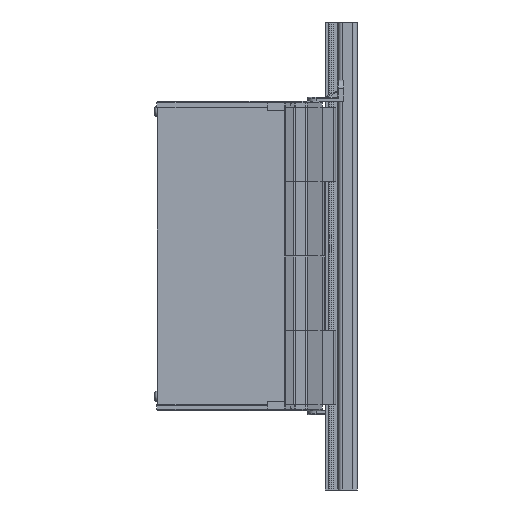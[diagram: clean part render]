
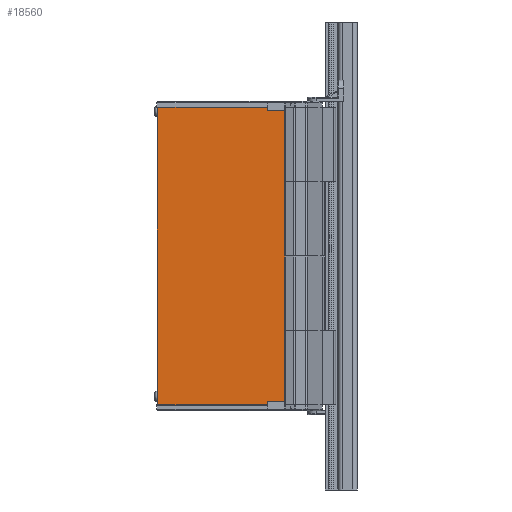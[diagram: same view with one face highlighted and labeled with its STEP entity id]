
A CAD part, left-side view. The second image highlights one B-rep face of the part: STEP entity #18560.
In plain terms, the highlighted planar face has unit normal (-1, 0, 0.002).
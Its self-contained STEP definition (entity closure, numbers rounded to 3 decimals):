
#1197 = CARTESIAN_POINT ( 'NONE',  ( -34.75, 31., -142.3 ) ) ;
#1207 = DIRECTION ( 'NONE',  ( 0., 0., 1. ) ) ;
#1326 = LINE ( 'NONE', #34595, #25428 ) ;
#1976 = VECTOR ( 'NONE', #17513, 1000. ) ;
#2059 = AXIS2_PLACEMENT_3D ( 'NONE', #13683, #26309, #1207 ) ;
#3360 = DIRECTION ( 'NONE',  ( 0., -1., 0. ) ) ;
#5380 = CARTESIAN_POINT ( 'NONE',  ( -34.75, 31., 0. ) ) ;
#7925 = CARTESIAN_POINT ( 'NONE',  ( -34.75, 31., 0. ) ) ;
#8359 = VERTEX_POINT ( 'NONE', #10480 ) ;
#10313 = VECTOR ( 'NONE', #10993, 1000. ) ;
#10480 = CARTESIAN_POINT ( 'NONE',  ( -34.75, -31., -142.3 ) ) ;
#10993 = DIRECTION ( 'NONE',  ( 0., 0., 1. ) ) ;
#13683 = CARTESIAN_POINT ( 'NONE',  ( -34.75, 31., -142.3 ) ) ;
#14695 = VERTEX_POINT ( 'NONE', #18105 ) ;
#15483 = EDGE_CURVE ( 'NONE', #14695, #34231, #21383, .T. ) ;
#16254 = LINE ( 'NONE', #35364, #23285 ) ;
#16376 = EDGE_CURVE ( 'NONE', #14695, #8359, #16254, .T. ) ;
#16772 = PLANE ( 'NONE',  #2059 ) ;
#17513 = DIRECTION ( 'NONE',  ( 0., -1., 0. ) ) ;
#18105 = CARTESIAN_POINT ( 'NONE',  ( -34.75, 31., -142.3 ) ) ;
#18560 = ADVANCED_FACE ( 'NONE', ( #34030 ), #16772, .T. ) ;
#18726 = EDGE_CURVE ( 'NONE', #34231, #40618, #24564, .T. ) ;
#18961 = DIRECTION ( 'NONE',  ( 0., 0., 1. ) ) ;
#21383 = LINE ( 'NONE', #1197, #10313 ) ;
#23285 = VECTOR ( 'NONE', #3360, 1000. ) ;
#24564 = LINE ( 'NONE', #7925, #1976 ) ;
#25428 = VECTOR ( 'NONE', #18961, 1000. ) ;
#26165 = ORIENTED_EDGE ( 'NONE', *, *, #15483, .F. ) ;
#26309 = DIRECTION ( 'NONE',  ( -1., 0., 0. ) ) ;
#29490 = CARTESIAN_POINT ( 'NONE',  ( -34.75, -31., 0. ) ) ;
#32328 = ORIENTED_EDGE ( 'NONE', *, *, #18726, .F. ) ;
#33422 = ORIENTED_EDGE ( 'NONE', *, *, #16376, .T. ) ;
#34030 = FACE_OUTER_BOUND ( 'NONE', #38730, .T. ) ;
#34231 = VERTEX_POINT ( 'NONE', #5380 ) ;
#34595 = CARTESIAN_POINT ( 'NONE',  ( -34.75, -31., -142.3 ) ) ;
#35364 = CARTESIAN_POINT ( 'NONE',  ( -34.75, 31., -142.3 ) ) ;
#38688 = EDGE_CURVE ( 'NONE', #8359, #40618, #1326, .T. ) ;
#38730 = EDGE_LOOP ( 'NONE', ( #32328, #26165, #33422, #39781 ) ) ;
#39781 = ORIENTED_EDGE ( 'NONE', *, *, #38688, .T. ) ;
#40618 = VERTEX_POINT ( 'NONE', #29490 ) ;
